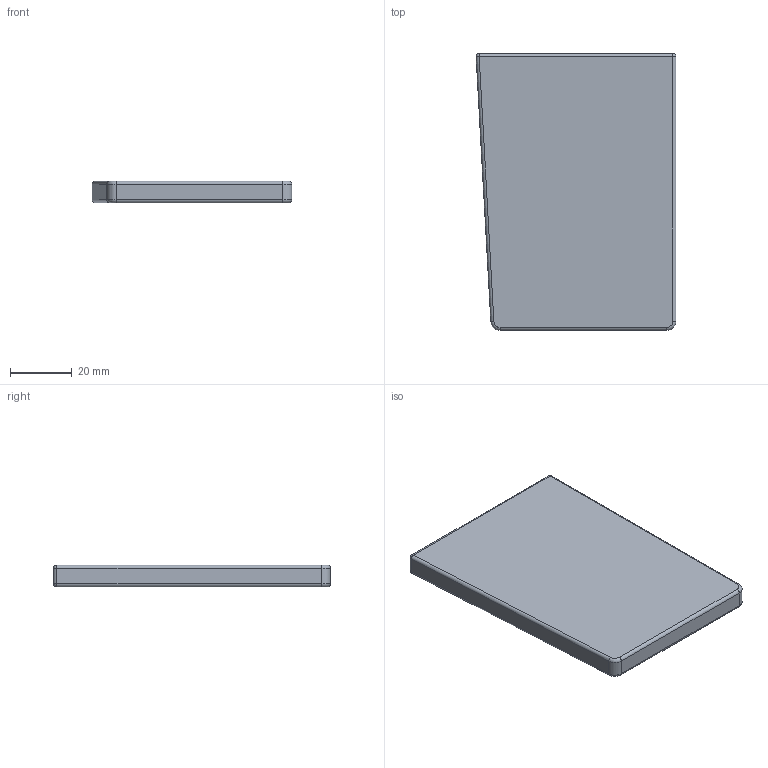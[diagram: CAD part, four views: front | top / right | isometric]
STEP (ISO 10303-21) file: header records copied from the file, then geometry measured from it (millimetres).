
FILE_DESCRIPTION(('CATIA V5 STEP Exchange'),'2;1');
FILE_NAME('Cotter.stp','2022-03-20T02:03:02+00:00',('none'),('none'),'CATIA Version 5 Release 21 GA (IN-10)','CATIA V5 STEP AP203','none');
FILE_SCHEMA(('CONFIG_CONTROL_DESIGN'));
Length unit declared in the file: millimetre
Products named in the file (1): Cotter
Bounding box: 64.94 x 90 x 7 mm (x, y, z)
Volume: 39217.5 mm3; surface area: 13094.5 mm2
Topology: 1 solids, 1 shells, 26 faces, 56 edges, 28 vertices
Faces by surface type: cylinder 12, plane 6, torus 4, sphere 4
Entity records: 678 total; most frequent: CARTESIAN_POINT 107, DIRECTION 104, ORIENTED_EDGE 104, AXIS2_PLACEMENT_3D 55, EDGE_CURVE 52, CIRCLE 28, VERTEX_POINT 28, ADVANCED_FACE 26
